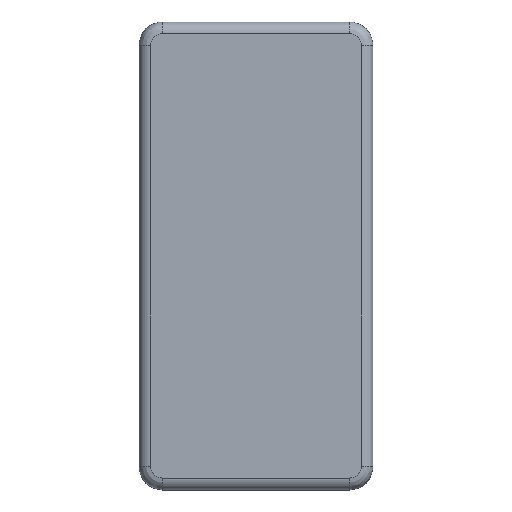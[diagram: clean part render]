
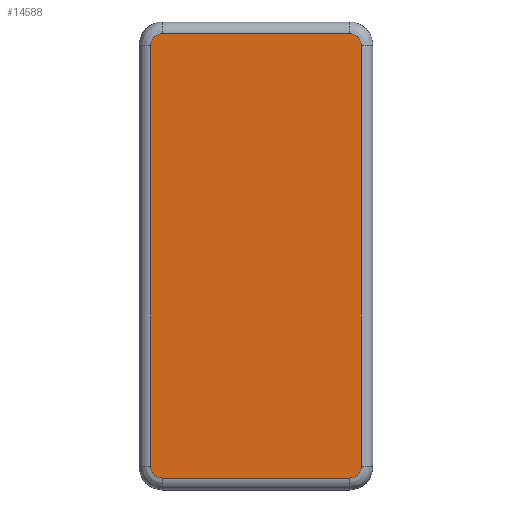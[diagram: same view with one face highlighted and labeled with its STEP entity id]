
A CAD part, top view. The second image highlights one B-rep face of the part: STEP entity #14588.
In plain terms, the highlighted planar face has unit normal (0, 0, 1).
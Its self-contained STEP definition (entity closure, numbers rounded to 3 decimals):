
#1086=CIRCLE('',#16038,2.5);
#1090=CIRCLE('',#16043,2.5);
#1094=CIRCLE('',#16048,2.5);
#1097=CIRCLE('',#16052,2.5);
#1865=FACE_OUTER_BOUND('',#2723,.T.);
#2723=EDGE_LOOP('',(#12829,#12830,#12831,#12832,#12833,#12834,#12835,#12836));
#4177=LINE('',#24313,#5635);
#4178=LINE('',#24329,#5636);
#4180=LINE('',#24348,#5638);
#4181=LINE('',#24362,#5639);
#5635=VECTOR('',#20169,10.);
#5636=VECTOR('',#20178,10.);
#5638=VECTOR('',#20190,10.);
#5639=VECTOR('',#20197,10.);
#6916=VERTEX_POINT('',#24305);
#6917=VERTEX_POINT('',#24307);
#6918=VERTEX_POINT('',#24311);
#6919=VERTEX_POINT('',#24323);
#6920=VERTEX_POINT('',#24327);
#6921=VERTEX_POINT('',#24339);
#6923=VERTEX_POINT('',#24345);
#6924=VERTEX_POINT('',#24358);
#8879=EDGE_CURVE('',#6916,#6917,#1086,.T.);
#8882=EDGE_CURVE('',#6917,#6918,#4177,.T.);
#8884=EDGE_CURVE('',#6918,#6919,#1090,.T.);
#8886=EDGE_CURVE('',#6919,#6920,#4178,.T.);
#8889=EDGE_CURVE('',#6920,#6921,#1094,.T.);
#8892=EDGE_CURVE('',#6921,#6923,#4180,.T.);
#8894=EDGE_CURVE('',#6923,#6924,#1097,.T.);
#8895=EDGE_CURVE('',#6924,#6916,#4181,.T.);
#12829=ORIENTED_EDGE('',*,*,#8879,.F.);
#12830=ORIENTED_EDGE('',*,*,#8895,.F.);
#12831=ORIENTED_EDGE('',*,*,#8894,.F.);
#12832=ORIENTED_EDGE('',*,*,#8892,.F.);
#12833=ORIENTED_EDGE('',*,*,#8889,.F.);
#12834=ORIENTED_EDGE('',*,*,#8886,.F.);
#12835=ORIENTED_EDGE('',*,*,#8884,.F.);
#12836=ORIENTED_EDGE('',*,*,#8882,.F.);
#13363=PLANE('',#16055);
#14588=ADVANCED_FACE('',(#1865),#13363,.T.);
#16038=AXIS2_PLACEMENT_3D('',#24308,#20161,#20162);
#16043=AXIS2_PLACEMENT_3D('',#24325,#20172,#20173);
#16048=AXIS2_PLACEMENT_3D('',#24343,#20183,#20184);
#16052=AXIS2_PLACEMENT_3D('',#24360,#20193,#20194);
#16055=AXIS2_PLACEMENT_3D('',#24365,#20201,#20202);
#20161=DIRECTION('center_axis',(0.,0.,-1.));
#20162=DIRECTION('ref_axis',(-0.707,0.707,0.));
#20169=DIRECTION('',(1.,0.,0.));
#20172=DIRECTION('center_axis',(0.,0.,-1.));
#20173=DIRECTION('ref_axis',(0.707,0.707,0.));
#20178=DIRECTION('',(0.,-1.,0.));
#20183=DIRECTION('center_axis',(0.,0.,-1.));
#20184=DIRECTION('ref_axis',(0.707,-0.707,0.));
#20190=DIRECTION('',(-1.,0.,0.));
#20193=DIRECTION('center_axis',(0.,0.,-1.));
#20194=DIRECTION('ref_axis',(-0.707,-0.707,0.));
#20197=DIRECTION('',(0.,1.,0.));
#20201=DIRECTION('center_axis',(0.,0.,1.));
#20202=DIRECTION('ref_axis',(1.,0.,0.));
#24305=CARTESIAN_POINT('',(-22.5,45.,25.));
#24307=CARTESIAN_POINT('',(-20.,47.5,25.));
#24308=CARTESIAN_POINT('Origin',(-20.,45.,25.));
#24311=CARTESIAN_POINT('',(20.,47.5,25.));
#24313=CARTESIAN_POINT('',(12.5,47.5,25.));
#24323=CARTESIAN_POINT('',(22.5,45.,25.));
#24325=CARTESIAN_POINT('Origin',(20.,45.,25.));
#24327=CARTESIAN_POINT('',(22.5,-45.,25.));
#24329=CARTESIAN_POINT('',(22.5,-25.,25.));
#24339=CARTESIAN_POINT('',(20.,-47.5,25.));
#24343=CARTESIAN_POINT('Origin',(20.,-45.,25.));
#24345=CARTESIAN_POINT('',(-20.,-47.5,25.));
#24348=CARTESIAN_POINT('',(-12.5,-47.5,25.));
#24358=CARTESIAN_POINT('',(-22.5,-45.,25.));
#24360=CARTESIAN_POINT('Origin',(-20.,-45.,25.));
#24362=CARTESIAN_POINT('',(-22.5,25.,25.));
#24365=CARTESIAN_POINT('Origin',(0.,0.,25.));
